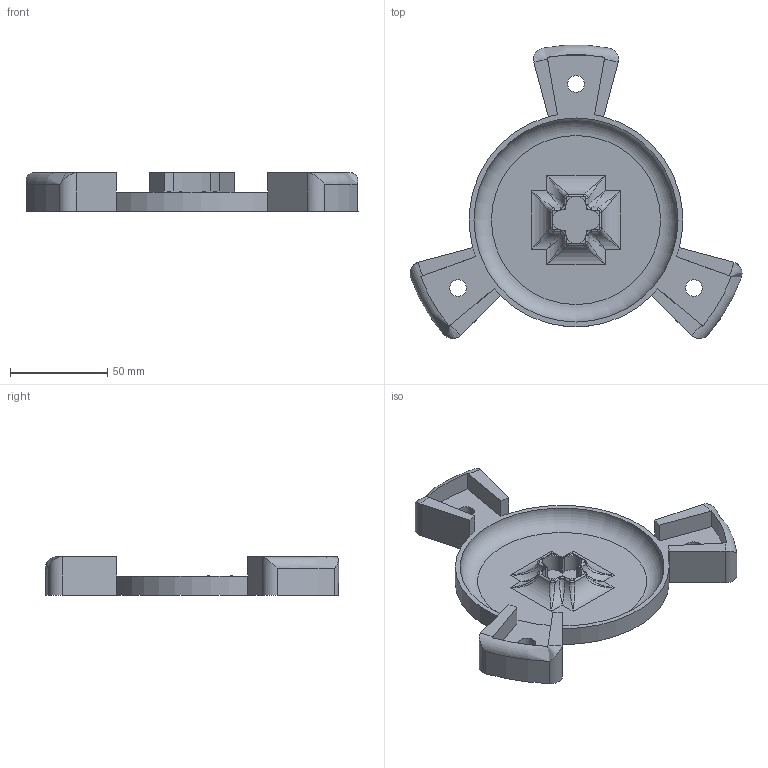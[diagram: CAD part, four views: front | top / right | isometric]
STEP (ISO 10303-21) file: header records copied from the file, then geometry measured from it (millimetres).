
FILE_DESCRIPTION(/* description */ (''),/* implementation_level */ '2;1');
FILE_NAME(/* name */ 'G003997-Soporte disco_rev03.stp',/* time_stamp */ '2015-03-24T13:31:43+01:00',/* author */ ('jnazabal'),/* organization */ (''),/* preprocessor_version */ 'ST-DEVELOPER v15.6',/* originating_system */ 'Autodesk Inventor 2015',/* authorisation */ '');
FILE_SCHEMA (('AUTOMOTIVE_DESIGN { 1 0 10303 214 3 1 1 }'));
Length unit declared in the file: millimetre
Products named in the file (1): G003997-Soporte disco_rev03
Bounding box: 170.76 x 150.82 x 20 mm (x, y, z)
Volume: 80045 mm3; surface area: 42057.7 mm2
Topology: 1 solids, 1 shells, 133 faces, 357 edges, 216 vertices
Faces by surface type: cylinder 52, plane 42, bspline 32, torus 4, cone 3
Full cylindrical faces by diameter (mm): 8.6 x3
Entity records: 5322 total; most frequent: CARTESIAN_POINT 2315, ORIENTED_EDGE 670, DIRECTION 526, EDGE_CURVE 335, VERTEX_POINT 213, AXIS2_PLACEMENT_3D 195, EDGE_LOOP 148, LINE 136
